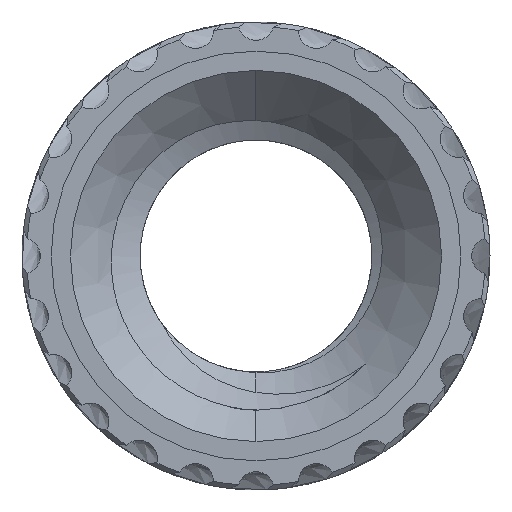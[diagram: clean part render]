
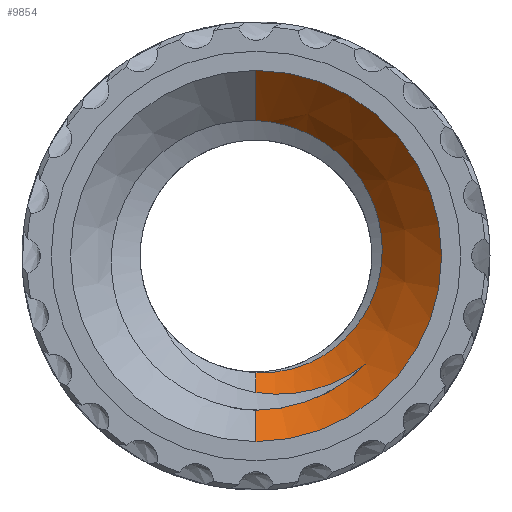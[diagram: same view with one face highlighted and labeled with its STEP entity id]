
A CAD part, front view. The second image highlights one B-rep face of the part: STEP entity #9854.
In plain terms, the highlighted conical face has half-angle 45 degrees and reference radius 2.507 mm.
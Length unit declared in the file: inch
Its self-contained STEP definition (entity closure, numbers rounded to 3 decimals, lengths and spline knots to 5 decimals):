
#189 = VERTEX_POINT ( 'NONE', #12058 ) ;
#608 = ORIENTED_EDGE ( 'NONE', *, *, #13687, .F. ) ;
#924 = CARTESIAN_POINT ( 'NONE',  ( 0.04068, 0.01967, -0.06798 ) ) ;
#933 = EDGE_CURVE ( 'NONE', #4007, #2969, #4894, .T. ) ;
#1344 = ORIENTED_EDGE ( 'NONE', *, *, #933, .F. ) ;
#1369 = CARTESIAN_POINT ( 'NONE',  ( 0., 0., 0. ) ) ;
#1473 = DIRECTION ( 'NONE',  ( 0., -0.707, -0.707 ) ) ;
#1502 = DIRECTION ( 'NONE',  ( 0., -0.707, -0.707 ) ) ;
#1558 = CARTESIAN_POINT ( 'NONE',  ( 0., 0., -0.09872 ) ) ;
#1954 = ORIENTED_EDGE ( 'NONE', *, *, #7030, .T. ) ;
#2195 = FACE_OUTER_BOUND ( 'NONE', #10643, .T. ) ;
#2206 = CARTESIAN_POINT ( 'NONE',  ( 0.02574, 0.02206, -0.07239 ) ) ;
#2286 = CARTESIAN_POINT ( 'NONE',  ( 0.06704, 0.03105, 0.0127 ) ) ;
#2416 = CARTESIAN_POINT ( 'NONE',  ( 0.00875, 0.02704, 0.07128 ) ) ;
#2462 = ORIENTED_EDGE ( 'NONE', *, *, #11168, .T. ) ;
#2484 = CARTESIAN_POINT ( 'NONE',  ( 0.00441, 0.02685, 0.07187 ) ) ;
#2522 = CARTESIAN_POINT ( 'NONE',  ( 0.02151, 0.02763, 0.0679 ) ) ;
#2547 = CARTESIAN_POINT ( 'NONE',  ( 0., 0.02667, 0.07205 ) ) ;
#2562 = CARTESIAN_POINT ( 'NONE',  ( 0.00023, 0.01674, -0.08198 ) ) ;
#2563 = CARTESIAN_POINT ( 'NONE',  ( 0.06684, 0.03185, -0.0049 ) ) ;
#2581 = CARTESIAN_POINT ( 'NONE',  ( 0.01728, 0.02743, 0.06931 ) ) ;
#2582 = CARTESIAN_POINT ( 'NONE',  ( 0.03339, 0.02823, 0.06224 ) ) ;
#2600 = CARTESIAN_POINT ( 'NONE',  ( 0.06721, 0.03165, -0.00044 ) ) ;
#2618 = CARTESIAN_POINT ( 'NONE',  ( 0.02956, 0.02803, 0.06436 ) ) ;
#2633 = CARTESIAN_POINT ( 'NONE',  ( 0.04063, 0.02863, 0.05728 ) ) ;
#2634 = CARTESIAN_POINT ( 'NONE',  ( 0.06521, 0.03226, -0.01353 ) ) ;
#2656 = CARTESIAN_POINT ( 'NONE',  ( 0.04407, 0.02883, 0.05442 ) ) ;
#2659 = CARTESIAN_POINT ( 'NONE',  ( 0.05335, 0.02941, 0.04511 ) ) ;
#2676 = CARTESIAN_POINT ( 'NONE',  ( 0.06519, 0.03063, 0.02152 ) ) ;
#2689 = CARTESIAN_POINT ( 'NONE',  ( 0.02994, 0.03504, -0.05638 ) ) ;
#2690 = CARTESIAN_POINT ( 'NONE',  ( 0.05408, 0.03356, -0.03742 ) ) ;
#2709 = CARTESIAN_POINT ( 'NONE',  ( 0.04467, 0.03418, -0.04679 ) ) ;
#2732 = CARTESIAN_POINT ( 'NONE',  ( 0.06398, 0.03247, -0.01773 ) ) ;
#2744 = DIRECTION ( 'NONE',  ( 0., -1., 0. ) ) ;
#2770 = CARTESIAN_POINT ( 'NONE',  ( 0.05839, 0.0298, 0.03765 ) ) ;
#2774 = CARTESIAN_POINT ( 'NONE',  ( 0.04127, 0.03438, -0.04955 ) ) ;
#2808 = CARTESIAN_POINT ( 'NONE',  ( 0.03392, 0.03482, -0.05434 ) ) ;
#2854 = CARTESIAN_POINT ( 'NONE',  ( 0.05902, 0.03312, -0.02997 ) ) ;
#2873 = CARTESIAN_POINT ( 'NONE',  ( 0.00875, 0.03617, -0.06255 ) ) ;
#2890 = CARTESIAN_POINT ( 'NONE',  ( 0.01766, 0.03571, -0.06112 ) ) ;
#2910 = CARTESIAN_POINT ( 'NONE',  ( 0., 0.03659, -0.06213 ) ) ;
#2969 = VERTEX_POINT ( 'NONE', #3699 ) ;
#3243 = VERTEX_POINT ( 'NONE', #7348 ) ;
#3448 = CARTESIAN_POINT ( 'NONE',  ( 0.01032, 0.02448, -0.0737 ) ) ;
#3699 = CARTESIAN_POINT ( 'NONE',  ( 0., 0.02667, 0.07205 ) ) ;
#3860 = CARTESIAN_POINT ( 'NONE',  ( 0., 0.01675, -0.08197 ) ) ;
#3866 = DIRECTION ( 'NONE',  ( 0., -1., 0. ) ) ;
#4007 = VERTEX_POINT ( 'NONE', #8063 ) ;
#4144 = VECTOR ( 'NONE', #6244, 39.37008 ) ;
#4145 = CARTESIAN_POINT ( 'NONE',  ( 0.05847, 0.01672, -0.05749 ) ) ;
#4301 = ORIENTED_EDGE ( 'NONE', *, *, #5738, .T. ) ;
#4678 = CARTESIAN_POINT ( 'NONE',  ( 0., 0.02607, -0.07265 ) ) ;
#4694 = EDGE_CURVE ( 'NONE', #2969, #11959, #13325, .T. ) ;
#4894 = B_SPLINE_CURVE_WITH_KNOTS ( 'NONE', 3,
 ( #2910, #2873, #2890, #2689, #2808, #2774, #2709, #2690, #2854, #2732, #2634, #2563, #2600, #2286, #2676, #2770, #2659, #2656, #2633, #2582, #2618, #2522, #2581, #2416, #2484, #2547 ),
 .UNSPECIFIED., .F., .F.,
 ( 4, 2, 2, 2, 2, 2, 2, 2, 2, 2, 2, 2, 4 ),
 ( 0.00024, 0.0009, 0.00124, 0.00157, 0.00224, 0.00257, 0.00291, 0.00358, 0.00424, 0.00458, 0.00491, 0.00525, 0.00558 ),
 .UNSPECIFIED. ) ;
#5077 = CONICAL_SURFACE ( 'NONE', #12784, 0.09872, 0.785 ) ;
#5100 = DIRECTION ( 'NONE',  ( 0., 0., -1. ) ) ;
#5637 = B_SPLINE_CURVE_WITH_KNOTS ( 'NONE', 3,
 ( #4145, #14799, #8228, #924, #9387, #2206, #10530, #3448, #11640, #4678 ),
 .UNSPECIFIED., .F., .F.,
 ( 4, 2, 2, 2, 4 ),
 ( 0., 0.0004, 0.00079, 0.00119, 0.00159 ),
 .UNSPECIFIED. ) ;
#5709 = LINE ( 'NONE', #1558, #12124 ) ;
#5738 = EDGE_CURVE ( 'NONE', #4007, #7042, #5709, .T. ) ;
#6244 = DIRECTION ( 'NONE',  ( 0., -0.707, 0.707 ) ) ;
#6254 = VERTEX_POINT ( 'NONE', #7331 ) ;
#6255 = ORIENTED_EDGE ( 'NONE', *, *, #4694, .F. ) ;
#6294 = VECTOR ( 'NONE', #1473, 39.37008 ) ;
#6349 = CARTESIAN_POINT ( 'NONE',  ( 0.00047, 0.01673, -0.08199 ) ) ;
#6947 = EDGE_CURVE ( 'NONE', #14240, #3243, #7377, .T. ) ;
#7030 = EDGE_CURVE ( 'NONE', #14240, #189, #14834, .T. ) ;
#7042 = VERTEX_POINT ( 'NONE', #11114 ) ;
#7288 = DIRECTION ( 'NONE',  ( 0., -1., 0. ) ) ;
#7331 = CARTESIAN_POINT ( 'NONE',  ( 0.05847, 0.01672, -0.05749 ) ) ;
#7348 = CARTESIAN_POINT ( 'NONE',  ( 0.0007, 0.01672, -0.082 ) ) ;
#7377 = B_SPLINE_CURVE_WITH_KNOTS ( 'NONE', 3,
 ( #3860, #2562, #6349, #14157 ),
 .UNSPECIFIED., .F., .F.,
 ( 4, 4 ),
 ( 0.01172, 0.01174 ),
 .UNSPECIFIED. ) ;
#8063 = CARTESIAN_POINT ( 'NONE',  ( 0., 0.03659, -0.06213 ) ) ;
#8228 = CARTESIAN_POINT ( 'NONE',  ( 0.04994, 0.01816, -0.06342 ) ) ;
#8768 = CARTESIAN_POINT ( 'NONE',  ( 0., 0., -0.09872 ) ) ;
#9387 = CARTESIAN_POINT ( 'NONE',  ( 0.03575, 0.02046, -0.06981 ) ) ;
#9663 = CARTESIAN_POINT ( 'NONE',  ( 0., 0., 0.09872 ) ) ;
#9854 = ADVANCED_FACE ( 'NONE', ( #2195 ), #5077, .F. ) ;
#9884 = CARTESIAN_POINT ( 'NONE',  ( 0., 0., 0. ) ) ;
#10530 = CARTESIAN_POINT ( 'NONE',  ( 0.02066, 0.02286, -0.07317 ) ) ;
#10643 = EDGE_LOOP ( 'NONE', ( #6255, #1344, #4301, #608, #14572, #14523, #1954, #2462 ) ) ;
#11029 = DIRECTION ( 'NONE',  ( 1., 0., 0. ) ) ;
#11114 = CARTESIAN_POINT ( 'NONE',  ( 0., 0.02607, -0.07265 ) ) ;
#11168 = EDGE_CURVE ( 'NONE', #189, #11959, #14456, .T. ) ;
#11640 = CARTESIAN_POINT ( 'NONE',  ( 0.00508, 0.02529, -0.07343 ) ) ;
#11959 = VERTEX_POINT ( 'NONE', #14811 ) ;
#12058 = CARTESIAN_POINT ( 'NONE',  ( 0., 0., -0.09872 ) ) ;
#12124 = VECTOR ( 'NONE', #1502, 39.37008 ) ;
#12784 = AXIS2_PLACEMENT_3D ( 'NONE', #1369, #3866, #5100 ) ;
#13085 = EDGE_CURVE ( 'NONE', #3243, #6254, #14605, .T. ) ;
#13153 = AXIS2_PLACEMENT_3D ( 'NONE', #9884, #2744, #11029 ) ;
#13325 = LINE ( 'NONE', #9663, #4144 ) ;
#13687 = EDGE_CURVE ( 'NONE', #6254, #7042, #5637, .T. ) ;
#13745 = AXIS2_PLACEMENT_3D ( 'NONE', #13951, #7288, #15038 ) ;
#13906 = CARTESIAN_POINT ( 'NONE',  ( 0., 0.01675, -0.08197 ) ) ;
#13951 = CARTESIAN_POINT ( 'NONE',  ( 0., 0.01672, 0. ) ) ;
#14157 = CARTESIAN_POINT ( 'NONE',  ( 0.0007, 0.01672, -0.082 ) ) ;
#14240 = VERTEX_POINT ( 'NONE', #13906 ) ;
#14456 = CIRCLE ( 'NONE', #13153, 0.09872 ) ;
#14523 = ORIENTED_EDGE ( 'NONE', *, *, #6947, .F. ) ;
#14572 = ORIENTED_EDGE ( 'NONE', *, *, #13085, .F. ) ;
#14605 = CIRCLE ( 'NONE', #13745, 0.082 ) ;
#14799 = CARTESIAN_POINT ( 'NONE',  ( 0.05433, 0.01743, -0.06069 ) ) ;
#14811 = CARTESIAN_POINT ( 'NONE',  ( 0., 0., 0.09872 ) ) ;
#14834 = LINE ( 'NONE', #8768, #6294 ) ;
#15038 = DIRECTION ( 'NONE',  ( 0., 0., -1. ) ) ;
